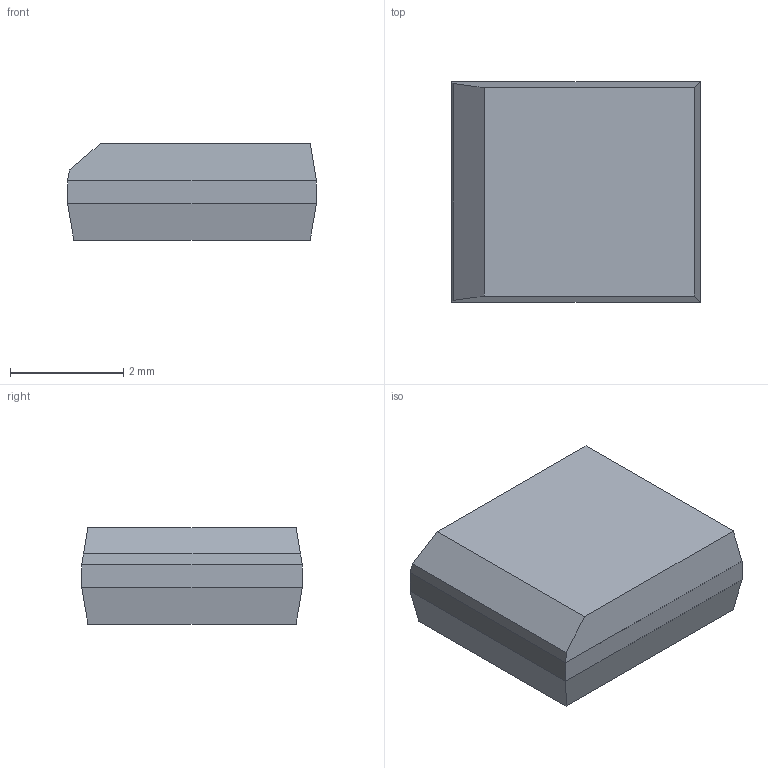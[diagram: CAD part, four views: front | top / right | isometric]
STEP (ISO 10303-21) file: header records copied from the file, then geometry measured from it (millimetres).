
FILE_DESCRIPTION(('CAx-IF Rec.Pracs.---Model Styling and Organization---1.5---2016-08-15','CAx-IF Rec.Pracs.---Geometric and Assembly Validation Properties---4.4---2016-08-17','CAx-IF Rec.Pracs.---User Defined Attributes---1.5---2016-08-15','CAx-IF Rec.Pracs.---External References---2.1---2005-01-19'),'2;1');
FILE_NAME('1068723.1.1.step','2024-12-14T20:40:24',('Unspecified'),('Unspecified'),'CAD Exchanger 3.10.2 (cadexchanger.com)','Unspecified','');
FILE_SCHEMA(('AUTOMOTIVE_DESIGN { 1 0 10303 214 1 1 1 1 }'));
Length unit declared in the file: millimetre
Products named in the file (2): ASSEMBLY; Body
Assembly tree (1 placements, depth 2):
  ASSEMBLY
    Body
Bounding box: 4.4 x 3.9 x 1.7 mm (x, y, z)
Volume: 27.6 mm3; surface area: 57.7 mm2
Topology: 1 solids, 1 shells, 15 faces, 31 edges, 18 vertices
Faces by surface type: plane 15
Entity records: 411 total; most frequent: CARTESIAN_POINT 65, DIRECTION 63, ORIENTED_EDGE 62, EDGE_CURVE 31, LINE 31, VECTOR 31, VERTEX_POINT 18, AXIS2_PLACEMENT_3D 16
